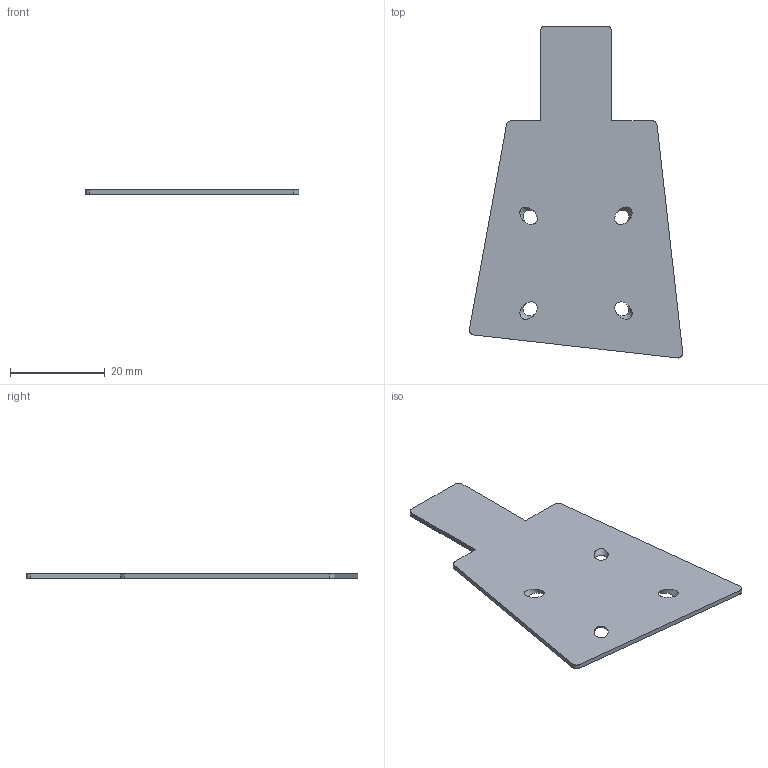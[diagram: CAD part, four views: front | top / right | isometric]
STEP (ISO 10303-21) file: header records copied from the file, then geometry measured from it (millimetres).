
FILE_DESCRIPTION(('STEP AP203'), '1');
FILE_NAME('Ëîïàòêà òóðáèííàÿ', '', ('UNSPECIFIED'), ('UNSPECIFIED'), 'ASCON STEP Converter 1.6', 'ASCON Math Kernel', '');
FILE_SCHEMA(('CONFIG_CONTROL_DESIGN'));
Length unit declared in the file: millimetre
Bounding box: 45 x 70 x 1 mm (x, y, z)
Volume: 2089.2 mm3; surface area: 4442.3 mm2
Topology: 1 solids, 1 shells, 20 faces, 54 edges, 37 vertices
Faces by surface type: plane 10, cylinder 10
Full cylindrical faces by diameter (mm): 3 x4
Entity records: 859 total; most frequent: CARTESIAN_POINT 156, ORIENTED_EDGE 100, DIRECTION 96, EDGE_CURVE 50, VERTEX_POINT 36, AXIS2_PLACEMENT_3D 33, EDGE_LOOP 32, LINE 30
